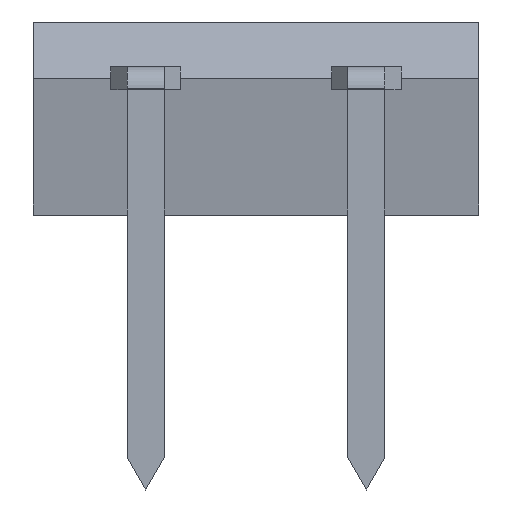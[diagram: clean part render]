
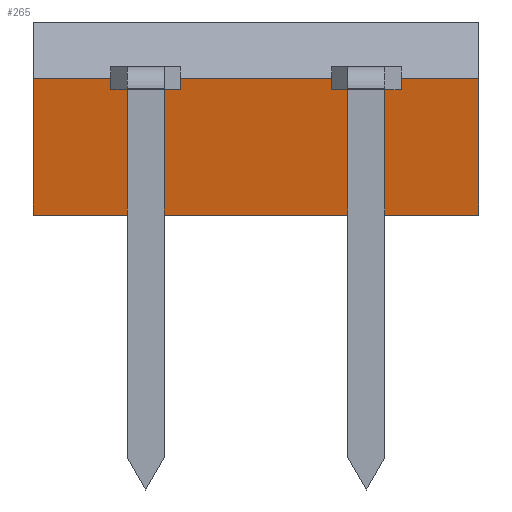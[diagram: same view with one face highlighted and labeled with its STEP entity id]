
A CAD part, front view. The second image highlights one B-rep face of the part: STEP entity #265.
In plain terms, the highlighted planar face has unit normal (0, -0.988, -0.157).
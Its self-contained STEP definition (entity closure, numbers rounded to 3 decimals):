
#22=VERTEX_POINT('',#23);
#23=CARTESIAN_POINT('',(-2.585,3.985,3.15));
#52=VERTEX_POINT('',#53);
#53=CARTESIAN_POINT('',(-2.585,4.485,0.));
#59=EDGE_CURVE('',#52,#22,#60,.T.);
#60=LINE('',#61,#62);
#61=CARTESIAN_POINT('',(-2.585,4.485,0.));
#62=VECTOR('',#63,1.);
#63=DIRECTION('',(0.,-0.157,0.988)  );
#73=EDGE_CURVE('',#22,#74,#76,.T.);
#74=VERTEX_POINT('',#75);
#75=CARTESIAN_POINT('',(-0.8,3.985,3.15));
#76=LINE('',#23,#77);
#77=VECTOR('',#78,1.);
#78=DIRECTION('',(1.,0.,0.));
#97=VERTEX_POINT('',#98);
#98=CARTESIAN_POINT('',(0.8,3.985,3.15));
#104=EDGE_CURVE('',#97,#105,#76,.T.);
#105=VERTEX_POINT('',#106);
#106=CARTESIAN_POINT('',(4.28,3.985,3.15));
#123=VERTEX_POINT('',#124);
#124=CARTESIAN_POINT('',(5.88,3.985,3.15));
#128=EDGE_CURVE('',#123,#129,#76,.T.);
#129=VERTEX_POINT('',#130);
#130=CARTESIAN_POINT('',(7.665,3.985,3.15));
#253=VERTEX_POINT('',#254);
#254=CARTESIAN_POINT('',(7.665,4.485,0.));
#258=EDGE_CURVE('',#52,#253,#259,.T.);
#259=LINE('',#260,#77);
#260=CARTESIAN_POINT('',(-2.585,4.485,0.));
#265=ADVANCED_FACE('',(#266),#317,.T.);
#266=FACE_BOUND('',#267,.T.);
#267=EDGE_LOOP('',(#268,#269,#270,#274,#275,#283,#291,#297,#298,#304,    #312,#316));
#268=ORIENTED_EDGE('',*,*,#59,.F.);
#269=ORIENTED_EDGE('',*,*,#258,.T.);
#270=ORIENTED_EDGE('',*,*,#271,.T.);
#271=EDGE_CURVE('',#253,#129,#272,.T.);
#272=LINE('',#273,#62);
#273=CARTESIAN_POINT('',(7.665,4.485,0.));
#274=ORIENTED_EDGE('',*,*,#128,.F.);
#275=ORIENTED_EDGE('',*,*,#276,.T.);
#276=EDGE_CURVE('',#123,#277,#279,.T.);
#277=VERTEX_POINT('',#278);
#278=CARTESIAN_POINT('',(5.88,4.027,2.888));
#279=LINE('',#280,#281);
#280=CARTESIAN_POINT('',(5.88,4.224,1.645));
#281=VECTOR('',#282,1.);
#282=DIRECTION('',(0.,0.157,-0.988));
#283=ORIENTED_EDGE('',*,*,#284,.F.);
#284=EDGE_CURVE('',#285,#277,#287,.T.);
#285=VERTEX_POINT('',#286);
#286=CARTESIAN_POINT('',(4.28,4.027,2.888));
#287=LINE('',#288,#289);
#288=CARTESIAN_POINT('',(1.461,4.027,2.888));
#289=VECTOR('',#290,1.);
#290=DIRECTION('',(1.,0.,0.));
#291=ORIENTED_EDGE('',*,*,#292,.T.);
#292=EDGE_CURVE('',#285,#105,#293,.T.);
#293=LINE('',#294,#295);
#294=CARTESIAN_POINT('',(4.28,4.174,1.962));
#295=VECTOR('',#296,1.);
#296=DIRECTION('',(0.,-0.157,0.988));
#297=ORIENTED_EDGE('',*,*,#104,.F.);
#298=ORIENTED_EDGE('',*,*,#299,.T.);
#299=EDGE_CURVE('',#97,#300,#302,.T.);
#300=VERTEX_POINT('',#301);
#301=CARTESIAN_POINT('',(0.8,4.027,2.888));
#302=LINE('',#303,#281);
#303=CARTESIAN_POINT('',(0.8,4.224,1.645));
#304=ORIENTED_EDGE('',*,*,#305,.T.);
#305=EDGE_CURVE('',#300,#306,#308,.T.);
#306=VERTEX_POINT('',#307);
#307=CARTESIAN_POINT('',(-0.8,4.027,2.888));
#308=LINE('',#309,#310);
#309=CARTESIAN_POINT('',(-1.293,4.027,2.888));
#310=VECTOR('',#311,1.);
#311=DIRECTION('',(-1.,0.,0.));
#312=ORIENTED_EDGE('',*,*,#313,.T.);
#313=EDGE_CURVE('',#306,#74,#314,.T.);
#314=LINE('',#315,#295);
#315=CARTESIAN_POINT('',(-0.8,4.174,1.962));
#316=ORIENTED_EDGE('',*,*,#73,.F.);
#317=PLANE('',#318);
#318=AXIS2_PLACEMENT_3D('',#319,#320,#63);
#319=CARTESIAN_POINT('',(-2.585,4.485,0.));
#320=DIRECTION('',(0.,-0.988,-0.157    ));
